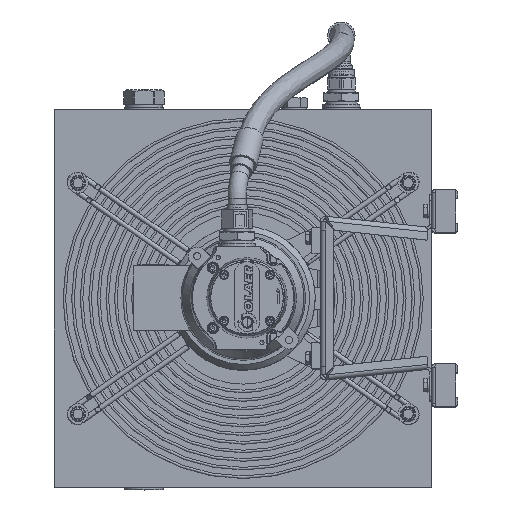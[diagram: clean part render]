
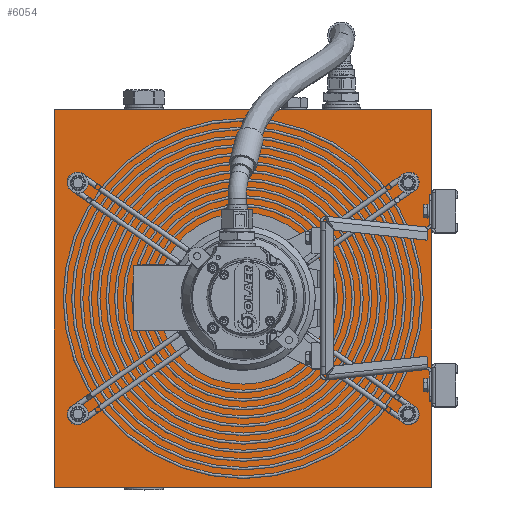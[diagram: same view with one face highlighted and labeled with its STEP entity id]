
A CAD part, top view. The second image highlights one B-rep face of the part: STEP entity #6054.
In plain terms, the highlighted planar face has unit normal (0, 0, 1).
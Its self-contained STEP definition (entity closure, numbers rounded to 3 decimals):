
#6054 = ADVANCED_FACE( '', ( #12342 ), #12343, .T. );
#12342 = FACE_OUTER_BOUND( '', #21841, .T. );
#12343 = PLANE( '', #21842 );
#21841 = EDGE_LOOP( '', ( #38108, #38109, #38110, #38111 ) );
#21842 = AXIS2_PLACEMENT_3D( '', #38112, #38113, #38114 );
#38108 = ORIENTED_EDGE( '', *, *, #55062, .T. );
#38109 = ORIENTED_EDGE( '', *, *, #55063, .T. );
#38110 = ORIENTED_EDGE( '', *, *, #55043, .T. );
#38111 = ORIENTED_EDGE( '', *, *, #55064, .T. );
#38112 = CARTESIAN_POINT( '', ( 0., 0., 166.5 ) );
#38113 = DIRECTION( '', ( 0., 0., 1. ) );
#38114 = DIRECTION( '', ( 1., 0., 0. ) );
#55043 = EDGE_CURVE( '', #63765, #63770, #63772, .T. );
#55062 = EDGE_CURVE( '', #63802, #63803, #63804, .T. );
#55063 = EDGE_CURVE( '', #63803, #63765, #63805, .T. );
#55064 = EDGE_CURVE( '', #63770, #63802, #63806, .T. );
#63765 = VERTEX_POINT( '', #78547 );
#63770 = VERTEX_POINT( '', #78554 );
#63772 = LINE( '', #78557, #78558 );
#63802 = VERTEX_POINT( '', #78643 );
#63803 = VERTEX_POINT( '', #78644 );
#63804 = LINE( '', #78645, #78646 );
#63805 = LINE( '', #78647, #78648 );
#63806 = LINE( '', #78649, #78650 );
#78547 = CARTESIAN_POINT( '', ( -220., -220., 166.5 ) );
#78554 = CARTESIAN_POINT( '', ( 220., -220., 166.5 ) );
#78557 = CARTESIAN_POINT( '', ( -220., -220., 166.5 ) );
#78558 = VECTOR( '', #94882, 1000. );
#78643 = CARTESIAN_POINT( '', ( 220., 220., 166.5 ) );
#78644 = CARTESIAN_POINT( '', ( -220., 220., 166.5 ) );
#78645 = CARTESIAN_POINT( '', ( 220., 220., 166.5 ) );
#78646 = VECTOR( '', #94900, 1000. );
#78647 = CARTESIAN_POINT( '', ( -220., 220., 166.5 ) );
#78648 = VECTOR( '', #94901, 1000. );
#78649 = CARTESIAN_POINT( '', ( 220., -220., 166.5 ) );
#78650 = VECTOR( '', #94902, 1000. );
#94882 = DIRECTION( '', ( 1., 0., 0. ) );
#94900 = DIRECTION( '', ( -1., 0., 0. ) );
#94901 = DIRECTION( '', ( 0., -1., 0. ) );
#94902 = DIRECTION( '', ( 0., 1., 0. ) );
